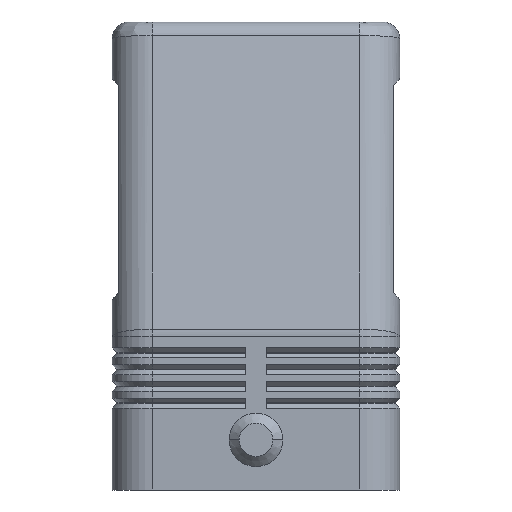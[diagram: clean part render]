
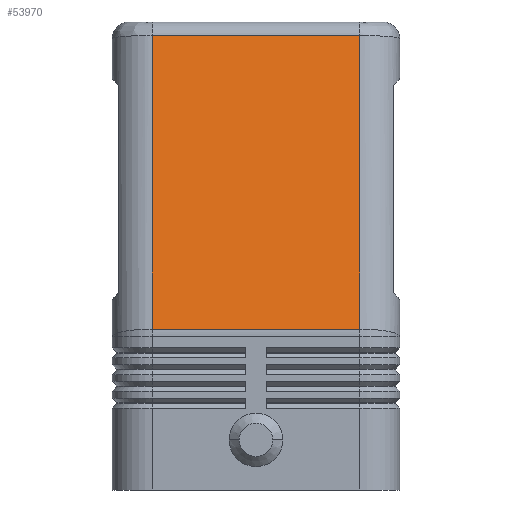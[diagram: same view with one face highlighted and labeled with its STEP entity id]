
A CAD part, left-side view. The second image highlights one B-rep face of the part: STEP entity #53970.
In plain terms, the highlighted planar face has unit normal (-0.982, 0, 0.19).
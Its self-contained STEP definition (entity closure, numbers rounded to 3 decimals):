
#2040=CARTESIAN_POINT('',(-29.891,15.5,24.065));
#2050=DIRECTION('',(0.19,0.,0.982));
#2060=VECTOR('',#2050,44.725);
#2070=LINE('',#2040,#2060);
#2080=CARTESIAN_POINT('',(-29.891,15.5,24.065));
#2090=VERTEX_POINT('',#2080);
#2100=CARTESIAN_POINT('',(-21.392,15.5,67.975));
#2110=VERTEX_POINT('',#2100);
#2120=EDGE_CURVE('',#2090,#2110,#2070,.T.);
#2850=CARTESIAN_POINT('',(-21.392,15.5,67.975));
#2860=DIRECTION('',(0.,-1.,0.));
#2870=VECTOR('',#2860,31.);
#2880=LINE('',#2850,#2870);
#2890=CARTESIAN_POINT('',(-21.392,-15.5,67.975));
#2900=VERTEX_POINT('',#2890);
#2910=EDGE_CURVE('',#2110,#2900,#2880,.T.);
#3490=CARTESIAN_POINT('',(-29.891,-15.5,24.065));
#3500=DIRECTION('',(0.,1.,0.));
#3510=VECTOR('',#3500,31.);
#3520=LINE('',#3490,#3510);
#3530=CARTESIAN_POINT('',(-29.891,-15.5,24.065));
#3540=VERTEX_POINT('',#3530);
#3550=EDGE_CURVE('',#3540,#2090,#3520,.T.);
#5810=CARTESIAN_POINT('',(-21.392,-15.5,67.975));
#5820=DIRECTION('',(-0.19,0.,-0.982));
#5830=VECTOR('',#5820,44.725);
#5840=LINE('',#5810,#5830);
#5850=EDGE_CURVE('',#2900,#3540,#5840,.T.);
#53860=CARTESIAN_POINT('',(-21.,0.,70.));
#53870=DIRECTION('',(-0.982,0.,0.19));
#53880=DIRECTION('',(0.19,0.,0.982));
#53890=AXIS2_PLACEMENT_3D('',#53860,#53870,#53880);
#53900=PLANE('',#53890);
#53910=ORIENTED_EDGE('',*,*,#3550,.F.);
#53920=ORIENTED_EDGE('',*,*,#2120,.F.);
#53930=ORIENTED_EDGE('',*,*,#2910,.F.);
#53940=ORIENTED_EDGE('',*,*,#5850,.F.);
#53950=EDGE_LOOP('',(#53940,#53930,#53920,#53910));
#53960=FACE_OUTER_BOUND('',#53950,.T.);
#53970=ADVANCED_FACE('',(#53960),#53900,.T.);
